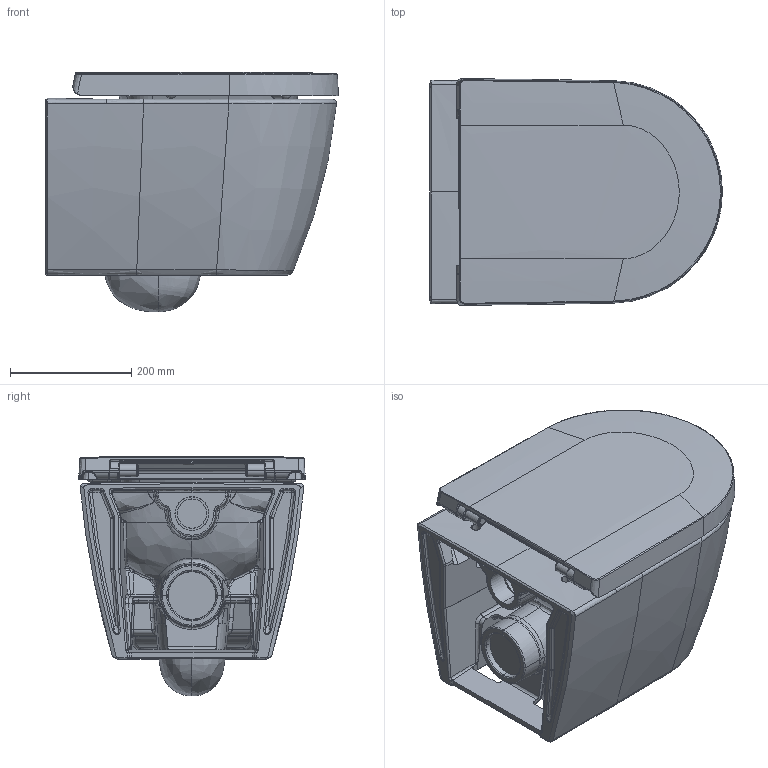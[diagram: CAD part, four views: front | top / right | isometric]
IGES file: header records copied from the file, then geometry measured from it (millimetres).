
Global section: file name: No Iges File Name specified; native system: Autodesk Inventor 2011; preprocessor: AutoDesk Inventor Iges Exporter R2011; author: Administrator; date: 20150610.152123; units: millimetre
Bounding box: 482.83 x 373.52 x 395.32 mm (x, y, z)
Volume: 20433516.9 mm3; surface area: 1741012.2 mm2
Topology: 13 solids, 13 shells, 2699 faces, 6915 edges, 4194 vertices
Faces by surface type: bspline 1029, plane 667, revolution 506, cylinder 207, torus 151, cone 113, sphere 26
